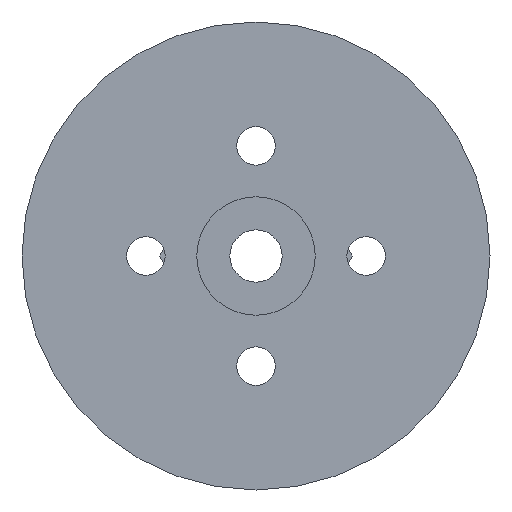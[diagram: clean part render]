
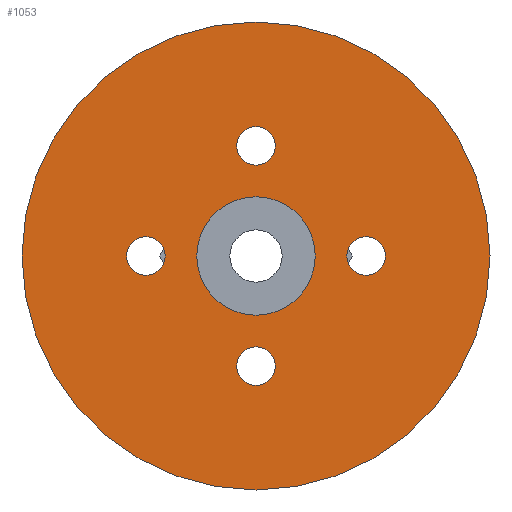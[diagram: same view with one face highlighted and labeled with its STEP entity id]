
A CAD part, front view. The second image highlights one B-rep face of the part: STEP entity #1053.
In plain terms, the highlighted planar face has unit normal (0, -1, 0).
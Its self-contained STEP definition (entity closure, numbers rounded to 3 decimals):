
#7 = CARTESIAN_POINT ( 'NONE',  ( 0., 0., 0. ) ) ;
#26 = ORIENTED_EDGE ( 'NONE', *, *, #309, .T. ) ;
#30 = DIRECTION ( 'NONE',  ( 0., 1., 0. ) ) ;
#51 = VERTEX_POINT ( 'NONE', #1279 ) ;
#52 = FACE_BOUND ( 'NONE', #1480, .T. ) ;
#53 = VERTEX_POINT ( 'NONE', #497 ) ;
#87 = AXIS2_PLACEMENT_3D ( 'NONE', #139, #30, #241 ) ;
#97 = CARTESIAN_POINT ( 'NONE',  ( 8., 0., -1.4 ) ) ;
#104 = DIRECTION ( 'NONE',  ( 0., 1., 0. ) ) ;
#109 = CIRCLE ( 'NONE', #837, 4.3 ) ;
#120 = EDGE_CURVE ( 'NONE', #803, #249, #109, .T. ) ;
#131 = CIRCLE ( 'NONE', #87, 1.4 ) ;
#139 = CARTESIAN_POINT ( 'NONE',  ( 8., 0., 0. ) ) ;
#142 = ORIENTED_EDGE ( 'NONE', *, *, #1403, .T. ) ;
#146 = CARTESIAN_POINT ( 'NONE',  ( 0., 0., 8. ) ) ;
#154 = CIRCLE ( 'NONE', #1242, 1.4 ) ;
#156 = CIRCLE ( 'NONE', #813, 1.4 ) ;
#169 = CARTESIAN_POINT ( 'NONE',  ( 0., 0., 0. ) ) ;
#175 = DIRECTION ( 'NONE',  ( 0., 0., 1. ) ) ;
#205 = DIRECTION ( 'NONE',  ( 0., 0., 1. ) ) ;
#210 = VERTEX_POINT ( 'NONE', #338 ) ;
#211 = CIRCLE ( 'NONE', #1367, 17. ) ;
#216 = DIRECTION ( 'NONE',  ( 0., 1., 0. ) ) ;
#222 = CARTESIAN_POINT ( 'NONE',  ( 0., 0., -17. ) ) ;
#237 = CARTESIAN_POINT ( 'NONE',  ( 0., 0., 6.6 ) ) ;
#240 = DIRECTION ( 'NONE',  ( 0., 0., 1. ) ) ;
#241 = DIRECTION ( 'NONE',  ( 0., 0., 1. ) ) ;
#246 = DIRECTION ( 'NONE',  ( 0., 1., 0. ) ) ;
#247 = EDGE_CURVE ( 'NONE', #53, #1239, #131, .T. ) ;
#249 = VERTEX_POINT ( 'NONE', #1287 ) ;
#276 = AXIS2_PLACEMENT_3D ( 'NONE', #1466, #216, #321 ) ;
#278 = CARTESIAN_POINT ( 'NONE',  ( 0., 0., 0. ) ) ;
#282 = FACE_OUTER_BOUND ( 'NONE', #315, .T. ) ;
#295 = ORIENTED_EDGE ( 'NONE', *, *, #554, .F. ) ;
#297 = EDGE_CURVE ( 'NONE', #51, #1131, #154, .T. ) ;
#299 = CIRCLE ( 'NONE', #792, 1.4 ) ;
#305 = CARTESIAN_POINT ( 'NONE',  ( 0., 0., 0. ) ) ;
#309 = EDGE_CURVE ( 'NONE', #918, #1442, #1463, .T. ) ;
#315 = EDGE_LOOP ( 'NONE', ( #295, #777 ) ) ;
#321 = DIRECTION ( 'NONE',  ( 0., 0., 1. ) ) ;
#332 = CARTESIAN_POINT ( 'NONE',  ( -8., 0., 0. ) ) ;
#338 = CARTESIAN_POINT ( 'NONE',  ( 0., 0., -6.6 ) ) ;
#366 = DIRECTION ( 'NONE',  ( 0., 0., 1. ) ) ;
#402 = DIRECTION ( 'NONE',  ( 0., 0., 1. ) ) ;
#431 = EDGE_LOOP ( 'NONE', ( #26, #1231 ) ) ;
#434 = VERTEX_POINT ( 'NONE', #741 ) ;
#478 = DIRECTION ( 'NONE',  ( 0., 1., 0. ) ) ;
#484 = FACE_BOUND ( 'NONE', #1098, .T. ) ;
#497 = CARTESIAN_POINT ( 'NONE',  ( 8., 0., 1.4 ) ) ;
#521 = DIRECTION ( 'NONE',  ( 0., 1., 0. ) ) ;
#523 = ORIENTED_EDGE ( 'NONE', *, *, #808, .T. ) ;
#539 = AXIS2_PLACEMENT_3D ( 'NONE', #835, #1201, #175 ) ;
#554 = EDGE_CURVE ( 'NONE', #1219, #1331, #211, .T. ) ;
#555 = AXIS2_PLACEMENT_3D ( 'NONE', #305, #754, #659 ) ;
#571 = AXIS2_PLACEMENT_3D ( 'NONE', #146, #582, #1043 ) ;
#578 = EDGE_CURVE ( 'NONE', #210, #434, #156, .T. ) ;
#582 = DIRECTION ( 'NONE',  ( 0., 1., 0. ) ) ;
#622 = CARTESIAN_POINT ( 'NONE',  ( 0., 0., 0. ) ) ;
#638 = EDGE_CURVE ( 'NONE', #1442, #918, #299, .T. ) ;
#643 = ORIENTED_EDGE ( 'NONE', *, *, #578, .T. ) ;
#659 = DIRECTION ( 'NONE',  ( 0., 0., 1. ) ) ;
#684 = EDGE_LOOP ( 'NONE', ( #829, #643 ) ) ;
#693 = EDGE_CURVE ( 'NONE', #1331, #1219, #1216, .T. ) ;
#705 = DIRECTION ( 'NONE',  ( 0., 0., 1. ) ) ;
#708 = CARTESIAN_POINT ( 'NONE',  ( 0., 0., 17. ) ) ;
#715 = CARTESIAN_POINT ( 'NONE',  ( 0., 0., 8. ) ) ;
#732 = EDGE_CURVE ( 'NONE', #1131, #51, #1384, .T. ) ;
#741 = CARTESIAN_POINT ( 'NONE',  ( 0., 0., -9.4 ) ) ;
#754 = DIRECTION ( 'NONE',  ( 0., 1., 0. ) ) ;
#777 = ORIENTED_EDGE ( 'NONE', *, *, #693, .F. ) ;
#792 = AXIS2_PLACEMENT_3D ( 'NONE', #715, #1332, #402 ) ;
#803 = VERTEX_POINT ( 'NONE', #1122 ) ;
#808 = EDGE_CURVE ( 'NONE', #249, #803, #1126, .T. ) ;
#813 = AXIS2_PLACEMENT_3D ( 'NONE', #1049, #478, #946 ) ;
#824 = FACE_BOUND ( 'NONE', #1338, .T. ) ;
#829 = ORIENTED_EDGE ( 'NONE', *, *, #1482, .T. ) ;
#835 = CARTESIAN_POINT ( 'NONE',  ( 8., 0., 0. ) ) ;
#837 = AXIS2_PLACEMENT_3D ( 'NONE', #622, #521, #205 ) ;
#878 = AXIS2_PLACEMENT_3D ( 'NONE', #169, #1080, #953 ) ;
#879 = CIRCLE ( 'NONE', #539, 1.4 ) ;
#893 = CARTESIAN_POINT ( 'NONE',  ( 0., 0., 9.4 ) ) ;
#918 = VERTEX_POINT ( 'NONE', #237 ) ;
#942 = PLANE ( 'NONE',  #878 ) ;
#946 = DIRECTION ( 'NONE',  ( 0., 0., 1. ) ) ;
#950 = CIRCLE ( 'NONE', #276, 1.4 ) ;
#953 = DIRECTION ( 'NONE',  ( 0., 0., 1. ) ) ;
#960 = FACE_BOUND ( 'NONE', #431, .T. ) ;
#1043 = DIRECTION ( 'NONE',  ( 0., 0., 1. ) ) ;
#1049 = CARTESIAN_POINT ( 'NONE',  ( 0., 0., -8. ) ) ;
#1053 = ADVANCED_FACE ( 'NONE', ( #282, #52, #1293, #824, #960, #484 ), #942, .F. ) ;
#1073 = CARTESIAN_POINT ( 'NONE',  ( -8., 0., 1.4 ) ) ;
#1080 = DIRECTION ( 'NONE',  ( 0., 1., 0. ) ) ;
#1093 = DIRECTION ( 'NONE',  ( 0., 1., 0. ) ) ;
#1098 = EDGE_LOOP ( 'NONE', ( #1311, #1160 ) ) ;
#1122 = CARTESIAN_POINT ( 'NONE',  ( 0., 0., -4.3 ) ) ;
#1126 = CIRCLE ( 'NONE', #555, 4.3 ) ;
#1131 = VERTEX_POINT ( 'NONE', #1073 ) ;
#1132 = DIRECTION ( 'NONE',  ( 0., 0., 1. ) ) ;
#1160 = ORIENTED_EDGE ( 'NONE', *, *, #732, .T. ) ;
#1161 = AXIS2_PLACEMENT_3D ( 'NONE', #332, #104, #1132 ) ;
#1173 = CARTESIAN_POINT ( 'NONE',  ( -8., 0., 0. ) ) ;
#1201 = DIRECTION ( 'NONE',  ( 0., 1., 0. ) ) ;
#1216 = CIRCLE ( 'NONE', #1437, 17. ) ;
#1219 = VERTEX_POINT ( 'NONE', #222 ) ;
#1231 = ORIENTED_EDGE ( 'NONE', *, *, #638, .T. ) ;
#1239 = VERTEX_POINT ( 'NONE', #97 ) ;
#1242 = AXIS2_PLACEMENT_3D ( 'NONE', #1173, #246, #366 ) ;
#1270 = DIRECTION ( 'NONE',  ( 0., 1., 0. ) ) ;
#1279 = CARTESIAN_POINT ( 'NONE',  ( -8., 0., -1.4 ) ) ;
#1287 = CARTESIAN_POINT ( 'NONE',  ( 0., 0., 4.3 ) ) ;
#1292 = ORIENTED_EDGE ( 'NONE', *, *, #120, .T. ) ;
#1293 = FACE_BOUND ( 'NONE', #684, .T. ) ;
#1311 = ORIENTED_EDGE ( 'NONE', *, *, #297, .T. ) ;
#1331 = VERTEX_POINT ( 'NONE', #708 ) ;
#1332 = DIRECTION ( 'NONE',  ( 0., 1., 0. ) ) ;
#1338 = EDGE_LOOP ( 'NONE', ( #142, #1356 ) ) ;
#1356 = ORIENTED_EDGE ( 'NONE', *, *, #247, .T. ) ;
#1367 = AXIS2_PLACEMENT_3D ( 'NONE', #7, #1270, #240 ) ;
#1384 = CIRCLE ( 'NONE', #1161, 1.4 ) ;
#1403 = EDGE_CURVE ( 'NONE', #1239, #53, #879, .T. ) ;
#1437 = AXIS2_PLACEMENT_3D ( 'NONE', #278, #1093, #705 ) ;
#1442 = VERTEX_POINT ( 'NONE', #893 ) ;
#1463 = CIRCLE ( 'NONE', #571, 1.4 ) ;
#1466 = CARTESIAN_POINT ( 'NONE',  ( 0., 0., -8. ) ) ;
#1480 = EDGE_LOOP ( 'NONE', ( #1292, #523 ) ) ;
#1482 = EDGE_CURVE ( 'NONE', #434, #210, #950, .T. ) ;
